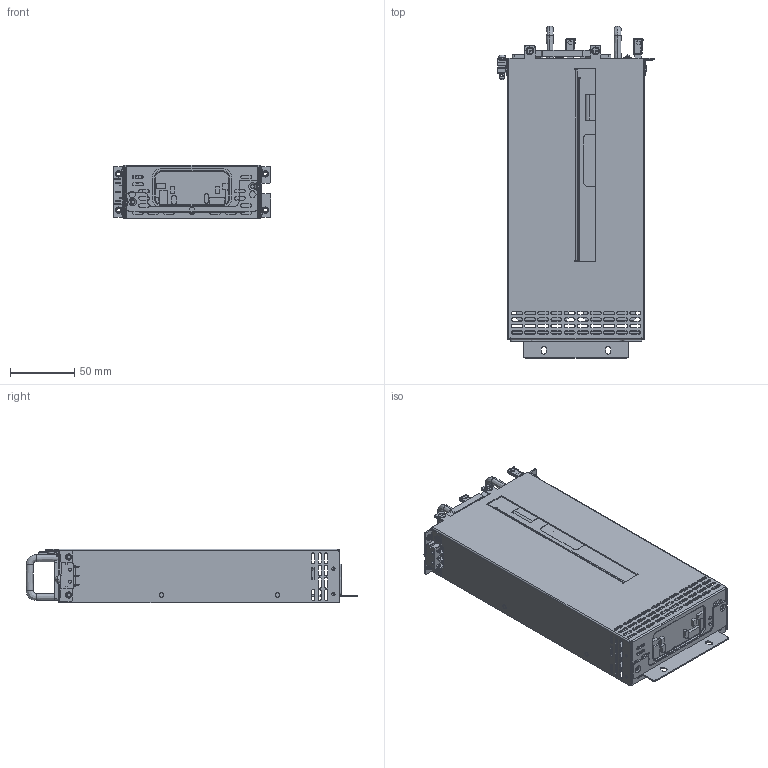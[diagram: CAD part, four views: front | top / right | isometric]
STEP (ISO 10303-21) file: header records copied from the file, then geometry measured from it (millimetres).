
FILE_DESCRIPTION((''),'2;1');
FILE_NAME('R1A-KHXXXX_ASM','2020-07-29T15:37:58',('IPC139'),(''),'CREO PARAMETRIC BY PTC INC, 2019080','CREO PARAMETRIC BY PTC INC, 2019080','');
FILE_SCHEMA(('CONFIG_CONTROL_DESIGN'));
Products named in the file (31): MANIFOLD_SOLID_BREP_23690; R1A-IH0120WAIKUANG_46_ASM; ZUOYOUBIANTIAON1_13; HOUBIANTIAO-BIAOPIN; BVBINGTOULUOSI_11; EH650YATIAO_1; QICHUGAIGUAN_11; R1A-IH0120_ASM_70_ASM; PCB-2015-10-22; PCB-BEI-170713; MANIFOLD_SOLID_BREP_26989; MANIFOLD_SOLID_BREP_33892; MANIFOLD_SOLID_BREP_34855; U1A-I10120-DRXIAGAI_62_ASM; 3PINZUO_8; LEDZUO1_2; LEDDENG_3; FENGSHANJIA; BV40FENGSHAN_2; MANIFOLD_SOLID_BREP_74848; MANIFOLD_SOLID_BREP_75120; MAODING_4_ASM; BASHOU; SHANGGAI-08-08; KAKOU_99; BAOJIAO_99; TANGPAN-03-28_ASM; XIAMALA_8; U1A-K1XXXXX-PCB; U1A-K1XXXX-DR_OPTIMIZE_ASM; R1A-KHXXXX_ASM
Assembly tree (35 placements, depth 4):
  R1A-KHXXXX_ASM
    R1A-IH0120_ASM_70_ASM
      R1A-IH0120WAIKUANG_46_ASM
        MANIFOLD_SOLID_BREP_23690
      ZUOYOUBIANTIAON1_13  x2
      HOUBIANTIAO-BIAOPIN
      BVBINGTOULUOSI_11  x4
      EH650YATIAO_1
      QICHUGAIGUAN_11
    PCB-2015-10-22
    PCB-BEI-170713
    U1A-K1XXXX-DR_OPTIMIZE_ASM  x2
      U1A-I10120-DRXIAGAI_62_ASM
        MANIFOLD_SOLID_BREP_26989
        MANIFOLD_SOLID_BREP_33892
        MANIFOLD_SOLID_BREP_34855
      3PINZUO_8
      LEDZUO1_2
      LEDDENG_3
      FENGSHANJIA
      BV40FENGSHAN_2
      MAODING_4_ASM
        MANIFOLD_SOLID_BREP_74848
        MANIFOLD_SOLID_BREP_75120
      BASHOU
      SHANGGAI-08-08
      TANGPAN-03-28_ASM
        KAKOU_99
        BAOJIAO_99
      XIAMALA_8
      U1A-K1XXXXX-PCB
Bounding box: 122 x 257.5 x 41.5 mm (x, y, z)
Volume: 224815.6 mm3; surface area: 424704.1 mm2
Topology: 44 solids, 46 shells, 3479 faces, 9429 edges, 6092 vertices
Faces by surface type: plane 1784, cylinder 1205, bspline 216, cone 166, torus 84, sphere 24
Entity records: 76142 total; most frequent: CARTESIAN_POINT 20369, ORIENTED_EDGE 11514, DIRECTION 11402, EDGE_CURVE 5765, AXIS2_PLACEMENT_3D 3880, VERTEX_POINT 3742, VECTOR 3642, LINE 3642
